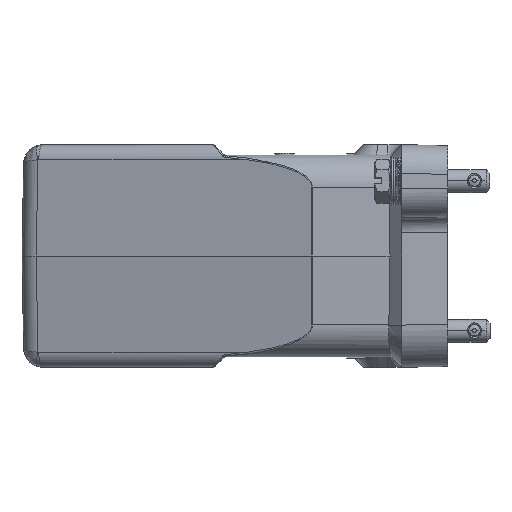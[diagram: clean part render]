
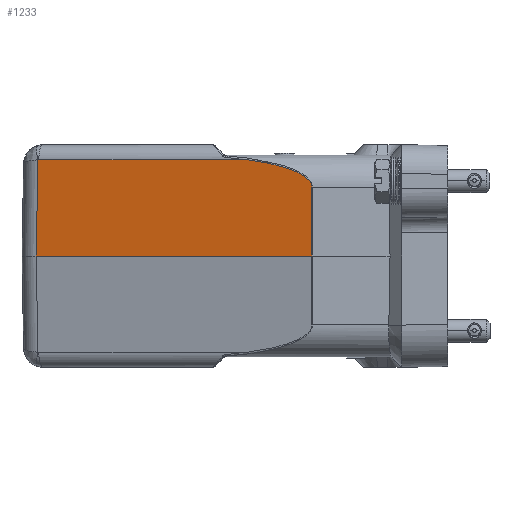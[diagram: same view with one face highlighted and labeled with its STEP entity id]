
A CAD part, left-side view. The second image highlights one B-rep face of the part: STEP entity #1233.
In plain terms, the highlighted planar face has unit normal (-0.966, 0.259, 0.018).
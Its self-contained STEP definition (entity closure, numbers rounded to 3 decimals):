
#1233=ADVANCED_FACE('NONE',(#2397),#1859,.T.);
#1859=PLANE('',#14416);
#2397=FACE_OUTER_BOUND('',#3186,.T.);
#3186=EDGE_LOOP('',(#7691,#7692,#7693,#7694,#7695,#7696));
#4049=LINE('',#25800,#4978);
#4205=LINE('',#26866,#5134);
#4206=LINE('',#26885,#5135);
#4207=LINE('',#26887,#5136);
#4978=VECTOR('',#16231,1.);
#5134=VECTOR('',#16579,1.);
#5135=VECTOR('',#16582,1.);
#5136=VECTOR('',#16583,1.);
#7691=ORIENTED_EDGE('',*,*,#12202,.F.);
#7692=ORIENTED_EDGE('',*,*,#12203,.T.);
#7693=ORIENTED_EDGE('',*,*,#12204,.F.);
#7694=ORIENTED_EDGE('',*,*,#11989,.F.);
#7695=ORIENTED_EDGE('',*,*,#11988,.T.);
#7696=ORIENTED_EDGE('',*,*,#12200,.T.);
#10330=VERTEX_POINT('',#25655);
#10332=VERTEX_POINT('',#25695);
#10333=VERTEX_POINT('',#25801);
#10441=VERTEX_POINT('',#26865);
#10442=VERTEX_POINT('',#26884);
#10443=VERTEX_POINT('',#26886);
#11988=EDGE_CURVE('NONE',#10332,#10330,#13408,.T.);
#11989=EDGE_CURVE('NONE',#10332,#10333,#4049,.T.);
#12200=EDGE_CURVE('NONE',#10330,#10441,#4205,.T.);
#12202=EDGE_CURVE('NONE',#10442,#10441,#13453,.T.);
#12203=EDGE_CURVE('NONE',#10442,#10443,#4206,.T.);
#12204=EDGE_CURVE('NONE',#10333,#10443,#4207,.T.);
#13408=B_SPLINE_CURVE_WITH_KNOTS('',3,(#25696,#25697,#25698,#25699,#25700,
#25701,#25702,#25703,#25704,#25705,#25706,#25707,#25708,#25709,#25710,#25711,
#25712,#25713,#25714,#25715,#25716,#25717,#25718,#25719,#25720,#25721,#25722,
#25723,#25724,#25725,#25726,#25727),.UNSPECIFIED.,.F.,.F.,(4,2,1,1,1,1,
2,2,1,1,1,1,2,2,1,1,1,1,1,1,2,2,4),(0.,0.125,0.187,
0.219,0.234,0.242,0.246,
0.25,0.375,0.437,0.469,
0.484,0.492,0.5,0.625,
0.688,0.719,0.734,0.742,
0.746,0.748,0.75,1.),.UNSPECIFIED.);
#13453=B_SPLINE_CURVE_WITH_KNOTS('',3,(#26880,#26881,#26882,#26883),
 .UNSPECIFIED.,.F.,.F.,(4,4),(0.,1.),.UNSPECIFIED.);
#14416=AXIS2_PLACEMENT_3D('',#26888,#16584,#16585);
#16231=DIRECTION('',(-0.017,0.002,-1.));
#16579=DIRECTION('',(0.259,0.966,0.));
#16582=DIRECTION('',(-0.013,0.017,-1.));
#16583=DIRECTION('',(0.259,0.966,0.));
#16584=DIRECTION('',(-0.966,0.259,0.017));
#16585=DIRECTION('',(-0.259,-0.966,0.));
#25655=CARTESIAN_POINT('',(-56.529,52.287,25.07));
#25695=CARTESIAN_POINT('',(-61.17,35.448,17.948));
#25696=CARTESIAN_POINT('',(-61.17,35.448,17.948));
#25697=CARTESIAN_POINT('',(-61.163,35.448,18.338));
#25698=CARTESIAN_POINT('',(-61.127,35.553,18.726));
#25699=CARTESIAN_POINT('',(-61.031,35.873,19.31));
#25700=CARTESIAN_POINT('',(-60.972,36.074,19.6));
#25701=CARTESIAN_POINT('',(-60.884,36.379,19.935));
#25702=CARTESIAN_POINT('',(-60.836,36.55,20.102));
#25703=CARTESIAN_POINT('',(-60.81,36.64,20.185));
#25704=CARTESIAN_POINT('',(-60.799,36.679,20.22));
#25705=CARTESIAN_POINT('',(-60.791,36.706,20.244));
#25706=CARTESIAN_POINT('',(-60.787,36.72,20.257));
#25707=CARTESIAN_POINT('',(-60.672,37.127,20.614));
#25708=CARTESIAN_POINT('',(-60.47,37.845,21.119));
#25709=CARTESIAN_POINT('',(-60.177,38.902,21.679));
#25710=CARTESIAN_POINT('',(-60.016,39.486,21.952));
#25711=CARTESIAN_POINT('',(-59.931,39.791,22.087));
#25712=CARTESIAN_POINT('',(-59.894,39.925,22.144));
#25713=CARTESIAN_POINT('',(-59.87,40.015,22.182));
#25714=CARTESIAN_POINT('',(-59.857,40.061,22.202));
#25715=CARTESIAN_POINT('',(-59.649,40.817,22.517));
#25716=CARTESIAN_POINT('',(-59.328,41.984,22.938));
#25717=CARTESIAN_POINT('',(-58.908,43.522,23.389));
#25718=CARTESIAN_POINT('',(-58.686,44.335,23.605));
#25719=CARTESIAN_POINT('',(-58.572,44.753,23.71));
#25720=CARTESIAN_POINT('',(-58.515,44.964,23.762));
#25721=CARTESIAN_POINT('',(-58.486,45.071,23.788));
#25722=CARTESIAN_POINT('',(-58.473,45.116,23.799));
#25723=CARTESIAN_POINT('',(-58.465,45.147,23.806));
#25724=CARTESIAN_POINT('',(-58.461,45.161,23.81));
#25725=CARTESIAN_POINT('',(-57.875,47.313,24.326));
#25726=CARTESIAN_POINT('',(-57.233,49.683,24.744));
#25727=CARTESIAN_POINT('',(-56.529,52.287,25.07));
#25800=CARTESIAN_POINT('',(-61.164,35.448,18.273));
#25801=CARTESIAN_POINT('',(-61.483,35.49,0.));
#26865=CARTESIAN_POINT('',(-41.972,106.615,25.07));
#26866=CARTESIAN_POINT('',(-40.827,110.887,25.07));
#26880=CARTESIAN_POINT('',(-41.908,106.857,25.04));
#26881=CARTESIAN_POINT('',(-41.928,106.778,25.06));
#26882=CARTESIAN_POINT('',(-41.95,106.697,25.07));
#26883=CARTESIAN_POINT('',(-41.972,106.615,25.07));
#26884=CARTESIAN_POINT('',(-41.908,106.857,25.04));
#26885=CARTESIAN_POINT('',(-41.908,106.857,25.04));
#26886=CARTESIAN_POINT('',(-42.243,107.295,0.));
#26887=CARTESIAN_POINT('',(-41.25,111.,0.));
#26888=CARTESIAN_POINT('',(-41.25,111.,0.));
